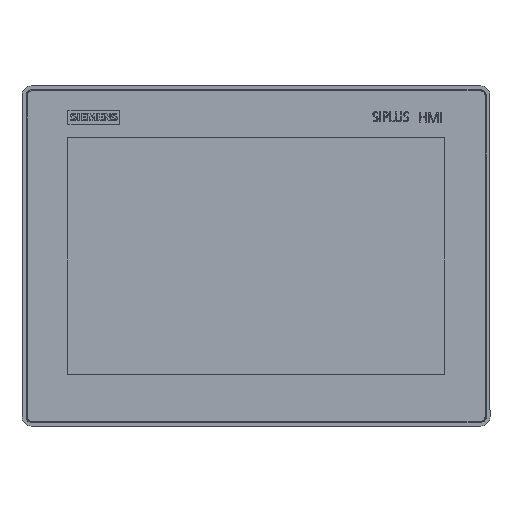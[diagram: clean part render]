
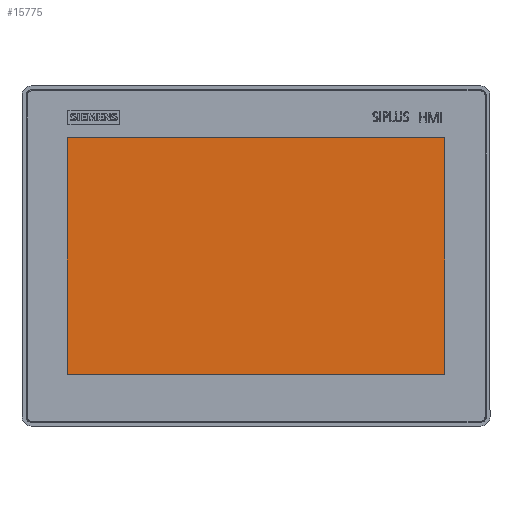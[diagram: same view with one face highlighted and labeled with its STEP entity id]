
A CAD part, top view. The second image highlights one B-rep face of the part: STEP entity #15775.
In plain terms, the highlighted planar face has unit normal (0, 0, 1).
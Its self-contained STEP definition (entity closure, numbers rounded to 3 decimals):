
#10427=LINE('',#51829,#13028);
#10428=LINE('',#51832,#13029);
#10429=LINE('',#51834,#13030);
#10430=LINE('',#51836,#13031);
#13028=VECTOR('',#44258,1.);
#13029=VECTOR('',#44259,1.);
#13030=VECTOR('',#44260,1.);
#13031=VECTOR('',#44261,1.);
#15775=ADVANCED_FACE('',(#19156),#17752,.F.);
#17752=PLANE('',#41596);
#19156=FACE_OUTER_BOUND('',#20995,.T.);
#20995=EDGE_LOOP('',(#23536,#23537,#23538,#23539));
#23536=ORIENTED_EDGE('',*,*,#36407,.F.);
#23537=ORIENTED_EDGE('',*,*,#36408,.F.);
#23538=ORIENTED_EDGE('',*,*,#36409,.F.);
#23539=ORIENTED_EDGE('',*,*,#36410,.F.);
#33144=VERTEX_POINT('',#51830);
#33145=VERTEX_POINT('',#51831);
#33146=VERTEX_POINT('',#51833);
#33147=VERTEX_POINT('',#51835);
#36407=EDGE_CURVE('',#33144,#33145,#10427,.T.);
#36408=EDGE_CURVE('',#33146,#33144,#10428,.T.);
#36409=EDGE_CURVE('',#33147,#33146,#10429,.T.);
#36410=EDGE_CURVE('',#33145,#33147,#10430,.T.);
#41596=AXIS2_PLACEMENT_3D('',#51837,#44262,#44263);
#44258=DIRECTION('',(0.,1.,0.));
#44259=DIRECTION('',(-1.,0.,0.));
#44260=DIRECTION('',(0.,-1.,0.));
#44261=DIRECTION('',(1.,0.,0.));
#44262=DIRECTION('',(0.,0.,-1.));
#44263=DIRECTION('',(-1.,0.,0.));
#51829=CARTESIAN_POINT('',(-131.35,-82.4,-0.31));
#51830=CARTESIAN_POINT('',(-131.35,-82.4,-0.31));
#51831=CARTESIAN_POINT('',(-131.35,82.4,-0.31));
#51832=CARTESIAN_POINT('',(131.35,-82.4,-0.31));
#51833=CARTESIAN_POINT('',(131.35,-82.4,-0.31));
#51834=CARTESIAN_POINT('',(131.35,82.4,-0.31));
#51835=CARTESIAN_POINT('',(131.35,82.4,-0.31));
#51836=CARTESIAN_POINT('',(-131.35,82.4,-0.31));
#51837=CARTESIAN_POINT('',(0.,0.,-0.31));
